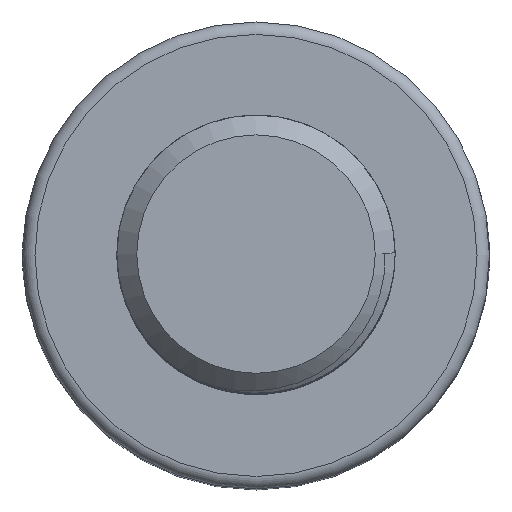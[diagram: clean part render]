
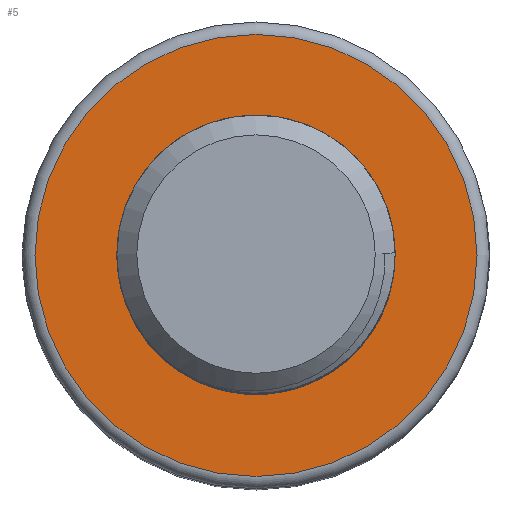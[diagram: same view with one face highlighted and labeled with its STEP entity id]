
A CAD part, top view. The second image highlights one B-rep face of the part: STEP entity #5.
In plain terms, the highlighted planar face has unit normal (0, 0, 1).
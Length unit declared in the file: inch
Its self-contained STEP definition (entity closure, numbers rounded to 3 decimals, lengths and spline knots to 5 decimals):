
#5 = ADVANCED_FACE ( 'NONE', ( #1637, #1636 ), #950, .F. ) ;
#816 = EDGE_CURVE ( 'NONE', #3321, #3321, #3377, .T. ) ;
#823 = AXIS2_PLACEMENT_3D ( 'NONE', #957, #956, #951 ) ;
#870 = AXIS2_PLACEMENT_3D ( 'NONE', #3200, #3204, #3205 ) ;
#875 = AXIS2_PLACEMENT_3D ( 'NONE', #3283, #3282, #3286 ) ;
#950 = PLANE ( 'NONE',  #823 ) ;
#951 = DIRECTION ( 'NONE',  ( -1., 0., 0. ) ) ;
#956 = DIRECTION ( 'NONE',  ( 0., 0., -1. ) ) ;
#957 = CARTESIAN_POINT ( 'NONE',  ( 0., 0.089, 0.252 ) ) ;
#1249 = EDGE_CURVE ( 'NONE', #3323, #3323, #3379, .T. ) ;
#1557 = EDGE_LOOP ( 'NONE', ( #1580 ) ) ;
#1569 = EDGE_LOOP ( 'NONE', ( #3451 ) ) ;
#1580 = ORIENTED_EDGE ( 'NONE', *, *, #816, .T. ) ;
#1636 = FACE_OUTER_BOUND ( 'NONE', #1557, .T. ) ;
#1637 = FACE_BOUND ( 'NONE', #1569, .T. ) ;
#3200 = CARTESIAN_POINT ( 'NONE',  ( 0., 0., 0.252 ) ) ;
#3204 = DIRECTION ( 'NONE',  ( 0., 0., 1. ) ) ;
#3205 = DIRECTION ( 'NONE',  ( 1., 0., 0. ) ) ;
#3282 = DIRECTION ( 'NONE',  ( 0., 0., 1. ) ) ;
#3283 = CARTESIAN_POINT ( 'NONE',  ( 0., 0., 0.252 ) ) ;
#3286 = DIRECTION ( 'NONE',  ( 1., 0., 0. ) ) ;
#3321 = VERTEX_POINT ( 'NONE', #3322 ) ;
#3322 = CARTESIAN_POINT ( 'NONE',  ( 0.089, 0., 0.252 ) ) ;
#3323 = VERTEX_POINT ( 'NONE', #3324 ) ;
#3324 = CARTESIAN_POINT ( 'NONE',  ( 0.056, 0., 0.252 ) ) ;
#3377 = CIRCLE ( 'NONE', #870, 0.089 ) ;
#3379 = CIRCLE ( 'NONE', #875, 0.056 ) ;
#3451 = ORIENTED_EDGE ( 'NONE', *, *, #1249, .F. ) ;
